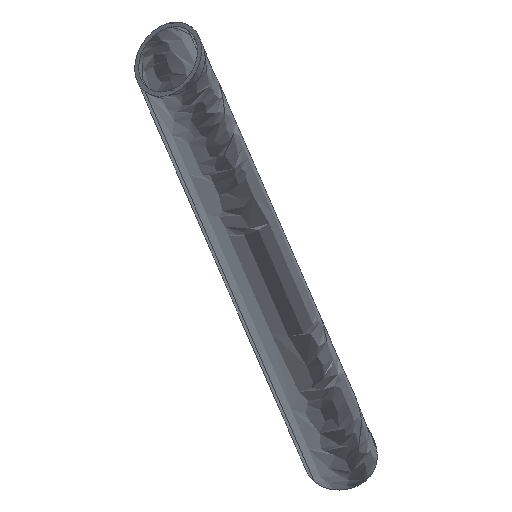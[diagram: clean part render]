
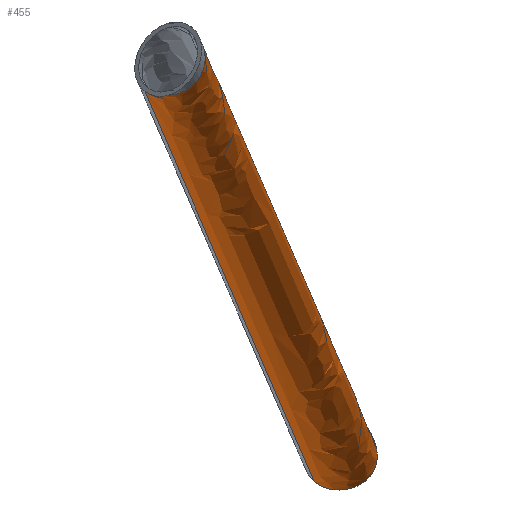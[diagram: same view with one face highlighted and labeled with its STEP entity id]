
A CAD part, left-side view. The second image highlights one B-rep face of the part: STEP entity #455.
In plain terms, the highlighted free-form (B-spline) face has degree [5, 4] with [6, 5] control points.
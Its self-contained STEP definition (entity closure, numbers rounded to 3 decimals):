
#148=CARTESIAN_POINT('Vertex',(-1961.916,-311.28,331.366)) ;
#151=CARTESIAN_POINT('Axis2P3D Location',(-1958.755,-311.28,343.46)) ;
#155=CARTESIAN_POINT('Vertex',(-1957.391,-319.891,352.418)) ;
#228=CARTESIAN_POINT('Vertex',(-1952.652,-303.516,332.551)) ;
#232=CARTESIAN_POINT('Control Point',(-1952.652,-303.516,332.551)) ;
#233=CARTESIAN_POINT('Control Point',(-1953.474,-304.124,332.092)) ;
#234=CARTESIAN_POINT('Control Point',(-1954.324,-304.777,331.717)) ;
#235=CARTESIAN_POINT('Control Point',(-1955.193,-305.464,331.427)) ;
#236=CARTESIAN_POINT('Control Point',(-1957.073,-306.994,330.982)) ;
#237=CARTESIAN_POINT('Control Point',(-1958.963,-308.614,330.901)) ;
#238=CARTESIAN_POINT('Control Point',(-1959.965,-309.496,330.959)) ;
#239=CARTESIAN_POINT('Control Point',(-1960.951,-310.387,331.114)) ;
#240=CARTESIAN_POINT('Control Point',(-1961.916,-311.28,331.366)) ;
#329=CARTESIAN_POINT('Control Point',(-1452.156,-360.307,201.743)) ;
#330=CARTESIAN_POINT('Control Point',(-1552.255,-348.949,227.905)) ;
#331=CARTESIAN_POINT('Control Point',(-1652.355,-337.59,254.066)) ;
#332=CARTESIAN_POINT('Control Point',(-1752.454,-326.232,280.228)) ;
#333=CARTESIAN_POINT('Control Point',(-1852.553,-314.874,306.389)) ;
#334=CARTESIAN_POINT('Control Point',(-1952.652,-303.516,332.551)) ;
#335=CARTESIAN_POINT('Vertex',(-1452.156,-360.307,201.743)) ;
#339=CARTESIAN_POINT('Control Point',(-1456.041,-376.778,221.387)) ;
#340=CARTESIAN_POINT('Control Point',(-1556.311,-365.401,247.593)) ;
#341=CARTESIAN_POINT('Control Point',(-1656.581,-354.023,273.799)) ;
#342=CARTESIAN_POINT('Control Point',(-1756.851,-342.646,300.005)) ;
#343=CARTESIAN_POINT('Control Point',(-1857.121,-331.268,326.212)) ;
#344=CARTESIAN_POINT('Control Point',(-1957.391,-319.891,352.418)) ;
#345=CARTESIAN_POINT('Vertex',(-1456.041,-376.778,221.387)) ;
#389=CARTESIAN_POINT('Control Point',(-1439.889,-378.611,217.166)) ;
#390=CARTESIAN_POINT('Control Point',(-1443.031,-387.569,209.033)) ;
#391=CARTESIAN_POINT('Control Point',(-1445.966,-383.437,196.009)) ;
#392=CARTESIAN_POINT('Control Point',(-1445.759,-370.347,191.118)) ;
#393=CARTESIAN_POINT('Control Point',(-1442.617,-361.389,199.25)) ;
#394=CARTESIAN_POINT('Control Point',(-1543.39,-366.867,244.216)) ;
#395=CARTESIAN_POINT('Control Point',(-1546.531,-375.825,236.084)) ;
#396=CARTESIAN_POINT('Control Point',(-1549.466,-371.693,223.06)) ;
#397=CARTESIAN_POINT('Control Point',(-1549.26,-358.603,218.168)) ;
#398=CARTESIAN_POINT('Control Point',(-1546.118,-349.645,226.301)) ;
#399=CARTESIAN_POINT('Control Point',(-1646.89,-355.123,271.266)) ;
#400=CARTESIAN_POINT('Control Point',(-1650.032,-364.081,263.134)) ;
#401=CARTESIAN_POINT('Control Point',(-1652.967,-359.949,250.11)) ;
#402=CARTESIAN_POINT('Control Point',(-1652.76,-346.859,245.219)) ;
#403=CARTESIAN_POINT('Control Point',(-1649.618,-337.901,253.351)) ;
#404=CARTESIAN_POINT('Control Point',(-1750.39,-343.379,298.317)) ;
#405=CARTESIAN_POINT('Control Point',(-1753.532,-352.337,290.184)) ;
#406=CARTESIAN_POINT('Control Point',(-1756.467,-348.205,277.16)) ;
#407=CARTESIAN_POINT('Control Point',(-1756.26,-335.115,272.269)) ;
#408=CARTESIAN_POINT('Control Point',(-1753.118,-326.157,280.402)) ;
#409=CARTESIAN_POINT('Control Point',(-1853.891,-331.635,325.367)) ;
#410=CARTESIAN_POINT('Control Point',(-1857.032,-340.593,317.235)) ;
#411=CARTESIAN_POINT('Control Point',(-1859.968,-336.461,304.211)) ;
#412=CARTESIAN_POINT('Control Point',(-1859.761,-323.371,299.319)) ;
#413=CARTESIAN_POINT('Control Point',(-1856.619,-314.413,307.452)) ;
#414=CARTESIAN_POINT('Control Point',(-1957.391,-319.891,352.418)) ;
#415=CARTESIAN_POINT('Control Point',(-1960.533,-328.849,344.285)) ;
#416=CARTESIAN_POINT('Control Point',(-1963.468,-324.717,331.261)) ;
#417=CARTESIAN_POINT('Control Point',(-1963.261,-311.627,326.37)) ;
#418=CARTESIAN_POINT('Control Point',(-1960.119,-302.669,334.502)) ;
#420=CARTESIAN_POINT('Control Point',(-1452.156,-360.307,201.743)) ;
#421=CARTESIAN_POINT('Control Point',(-1453.044,-361.489,200.742)) ;
#422=CARTESIAN_POINT('Control Point',(-1453.879,-362.926,199.901)) ;
#423=CARTESIAN_POINT('Control Point',(-1454.562,-364.631,199.263)) ;
#424=CARTESIAN_POINT('Control Point',(-1455.307,-368.035,198.666)) ;
#425=CARTESIAN_POINT('Control Point',(-1455.174,-371.576,199.095)) ;
#426=CARTESIAN_POINT('Control Point',(-1454.941,-373.103,199.494)) ;
#427=CARTESIAN_POINT('Control Point',(-1454.392,-375.22,200.356)) ;
#428=CARTESIAN_POINT('Control Point',(-1453.649,-377.055,201.598)) ;
#429=CARTESIAN_POINT('Control Point',(-1453.391,-377.618,202.041)) ;
#430=CARTESIAN_POINT('Control Point',(-1452.938,-378.515,202.862)) ;
#431=CARTESIAN_POINT('Control Point',(-1452.488,-379.294,203.799)) ;
#432=CARTESIAN_POINT('Control Point',(-1452.305,-379.595,204.206)) ;
#433=CARTESIAN_POINT('Control Point',(-1451.937,-380.178,205.108)) ;
#434=CARTESIAN_POINT('Control Point',(-1451.628,-380.647,206.1)) ;
#435=CARTESIAN_POINT('Control Point',(-1451.49,-380.859,206.646)) ;
#436=CARTESIAN_POINT('Control Point',(-1451.221,-381.301,208.101)) ;
#437=CARTESIAN_POINT('Control Point',(-1451.206,-381.478,209.649)) ;
#438=CARTESIAN_POINT('Control Point',(-1451.312,-381.482,210.594)) ;
#439=CARTESIAN_POINT('Control Point',(-1451.806,-381.281,213.026)) ;
#440=CARTESIAN_POINT('Control Point',(-1452.703,-380.625,215.235)) ;
#441=CARTESIAN_POINT('Control Point',(-1453.311,-380.104,216.516)) ;
#442=CARTESIAN_POINT('Control Point',(-1454.246,-379.175,218.309)) ;
#443=CARTESIAN_POINT('Control Point',(-1455.171,-378.03,219.927)) ;
#444=CARTESIAN_POINT('Control Point',(-1455.468,-377.635,220.435)) ;
#445=CARTESIAN_POINT('Control Point',(-1455.759,-377.218,220.922)) ;
#446=CARTESIAN_POINT('Control Point',(-1456.041,-376.778,221.387)) ;
#152=DIRECTION('Axis2P3D Direction',(0.962,-0.109,-0.251)) ;
#153=AXIS2_PLACEMENT_3D('Circle Axis2P3D',#151,#152,$) ;
#449=ORIENTED_EDGE('',*,*,#347,.T.) ;
#450=ORIENTED_EDGE('',*,*,#157,.T.) ;
#451=ORIENTED_EDGE('',*,*,#241,.F.) ;
#452=ORIENTED_EDGE('',*,*,#337,.F.) ;
#453=ORIENTED_EDGE('',*,*,#447,.T.) ;
#455=ADVANCED_FACE('Corps principal',(#454),#388,.T.) ;
#231=B_SPLINE_CURVE_WITH_KNOTS('',5,(#232,#233,#234,#235,#236,#237,#238,#239,#240),.UNSPECIFIED.,.F.,.U.,(6,3,6),(0.,8.241,17.673),.UNSPECIFIED.) ;
#419=B_SPLINE_CURVE_WITH_KNOTS('',5,(#420,#421,#422,#423,#424,#425,#426,#427,#428,#429,#430,#431,#432,#433,#434,#435,#436,#437,#438,#439,#440,#441,#442,#443,#444,#445,#446),.UNSPECIFIED.,.F.,.U.,(6,3,3,3,3,3,3,3,6),(0.,13.318,23.933,29.048,32.651,36.638,42.876,53.232,58.228),.UNSPECIFIED.) ;
#154=CIRCLE('generated circle',#153,12.5) ;
#157=EDGE_CURVE('',#156,#149,#154,.T.) ;
#241=EDGE_CURVE('',#229,#149,#231,.T.) ;
#337=EDGE_CURVE('',#336,#229,#328,.T.) ;
#347=EDGE_CURVE('',#346,#156,#338,.T.) ;
#447=EDGE_CURVE('',#336,#346,#419,.T.) ;
#448=EDGE_LOOP('',(#449,#450,#451,#452,#453)) ;
#454=FACE_OUTER_BOUND('',#448,.T.) ;
#149=VERTEX_POINT('',#148) ;
#156=VERTEX_POINT('',#155) ;
#229=VERTEX_POINT('',#228) ;
#336=VERTEX_POINT('',#335) ;
#346=VERTEX_POINT('',#345) ;
#328=(BOUNDED_CURVE()B_SPLINE_CURVE(5,(#329,#330,#331,#332,#333,#334),.UNSPECIFIED.,.F.,.U.)B_SPLINE_CURVE_WITH_KNOTS((6,6),(9.918,530.334),.UNSPECIFIED.)CURVE()GEOMETRIC_REPRESENTATION_ITEM()RATIONAL_B_SPLINE_CURVE((1.,1.,1.,1.,1.,1.))REPRESENTATION_ITEM('')) ;
#338=(BOUNDED_CURVE()B_SPLINE_CURVE(5,(#339,#340,#341,#342,#343,#344),.UNSPECIFIED.,.F.,.U.)B_SPLINE_CURVE_WITH_KNOTS((6,6),(16.795,538.098),.UNSPECIFIED.)CURVE()GEOMETRIC_REPRESENTATION_ITEM()RATIONAL_B_SPLINE_CURVE((1.,1.,1.,1.,1.,1.))REPRESENTATION_ITEM('')) ;
#388=(BOUNDED_SURFACE()B_SPLINE_SURFACE(5,4,((#389,#390,#391,#392,#393),(#394,#395,#396,#397,#398),(#399,#400,#401,#402,#403),(#404,#405,#406,#407,#408),(#409,#410,#411,#412,#413),(#414,#415,#416,#417,#418)),.UNSPECIFIED.,.F.,.F.,.U.)B_SPLINE_SURFACE_WITH_KNOTS((6,6),(5,5),(0.,538.098),(39.27,78.54),.UNSPECIFIED.)GEOMETRIC_REPRESENTATION_ITEM()RATIONAL_B_SPLINE_SURFACE(((1.,0.707,0.667,0.707,1.),(1.,0.707,0.667,0.707,1.),(1.,0.707,0.667,0.707,1.),(1.,0.707,0.667,0.707,1.),(1.,0.707,0.667,0.707,1.),(1.,0.707,0.667,0.707,1.)))REPRESENTATION_ITEM('Rational BSpline Surface')SURFACE()) ;
